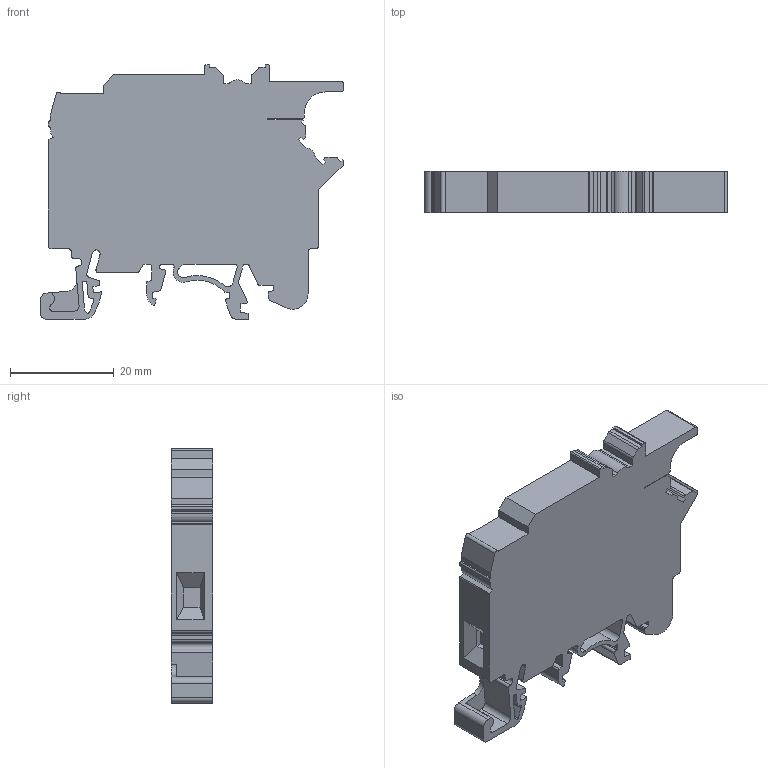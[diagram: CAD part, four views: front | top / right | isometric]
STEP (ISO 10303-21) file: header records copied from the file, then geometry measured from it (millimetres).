
FILE_DESCRIPTION( ( 'Unknown' ), '1' );
FILE_NAME( 'CF4U-L..stp', 'Unknown', ( 'Unknown' ), ( 'Unknown' ), 'PSStep 14.0', 'Unknown', ' ' );
FILE_SCHEMA( ( 'AUTOMOTIVE_DESIGN { 1 0 10303 214 1 1 1 1 }' ) );
Length unit declared in the file: millimetre
Products named in the file (1): 1
Bounding box: 58.3 x 8 x 48.91 mm (x, y, z)
Volume: 15816.6 mm3; surface area: 7094.4 mm2
Topology: 1 solids, 1 shells, 217 faces, 632 edges, 418 vertices
Faces by surface type: plane 130, cylinder 87
Entity records: 8940 total; most frequent: CARTESIAN_POINT 1268, ORIENTED_EDGE 1264, DIRECTION 1242, EDGE_CURVE 632, LINE 458, VECTOR 458, VERTEX_POINT 418, AXIS2_PLACEMENT_3D 392
